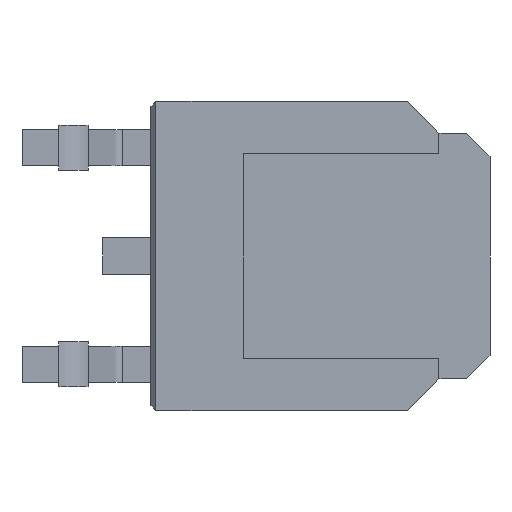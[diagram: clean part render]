
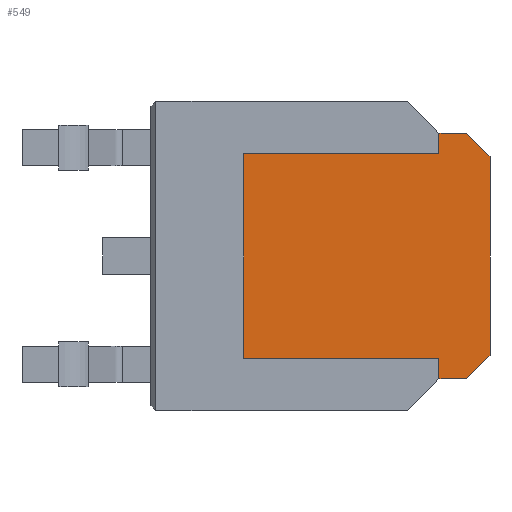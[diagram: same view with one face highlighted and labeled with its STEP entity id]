
A CAD part, front view. The second image highlights one B-rep face of the part: STEP entity #549.
In plain terms, the highlighted planar face has unit normal (0, -1, 0).
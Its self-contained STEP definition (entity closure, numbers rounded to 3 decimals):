
#6 = CARTESIAN_POINT ( 'NONE',  ( 3.872, 0., 2.603 ) ) ;
#19 = CARTESIAN_POINT ( 'NONE',  ( -0.257, 0., -2.16 ) ) ;
#33 = CARTESIAN_POINT ( 'NONE',  ( 3.527, 0., 3.528 ) ) ;
#82 = DIRECTION ( 'NONE',  ( -1., 0., 0. ) ) ;
#87 = ORIENTED_EDGE ( 'NONE', *, *, #1234, .T. ) ;
#112 = LINE ( 'NONE', #1206, #254 ) ;
#114 = FACE_OUTER_BOUND ( 'NONE', #1663, .T. ) ;
#154 = ORIENTED_EDGE ( 'NONE', *, *, #1951, .F. ) ;
#168 = VECTOR ( 'NONE', #82, 1000. ) ;
#181 = CARTESIAN_POINT ( 'NONE',  ( 3.872, 0., 2.603 ) ) ;
#185 = LINE ( 'NONE', #1279, #413 ) ;
#192 = DIRECTION ( 'NONE',  ( -1., 0., 0. ) ) ;
#254 = VECTOR ( 'NONE', #1787, 1000. ) ;
#316 = LINE ( 'NONE', #344, #1796 ) ;
#344 = CARTESIAN_POINT ( 'NONE',  ( 3.528, 0., -3.527 ) ) ;
#369 = ORIENTED_EDGE ( 'NONE', *, *, #1942, .T. ) ;
#385 = EDGE_CURVE ( 'NONE', #1694, #1243, #185, .T. ) ;
#413 = VECTOR ( 'NONE', #1262, 1000. ) ;
#433 = VECTOR ( 'NONE', #2209, 1000. ) ;
#434 = DIRECTION ( 'NONE',  ( 1., 0., 0. ) ) ;
#443 = CARTESIAN_POINT ( 'NONE',  ( 3.872, 0., -2.603 ) ) ;
#453 = CARTESIAN_POINT ( 'NONE',  ( -0.257, 0., -2.16 ) ) ;
#549 = ADVANCED_FACE ( 'NONE', ( #114 ), #2257, .T. ) ;
#564 = VERTEX_POINT ( 'NONE', #646 ) ;
#573 = VERTEX_POINT ( 'NONE', #1906 ) ;
#593 = ORIENTED_EDGE ( 'NONE', *, *, #385, .F. ) ;
#595 = ORIENTED_EDGE ( 'NONE', *, *, #1067, .T. ) ;
#624 = ORIENTED_EDGE ( 'NONE', *, *, #1536, .T. ) ;
#638 = ORIENTED_EDGE ( 'NONE', *, *, #2194, .F. ) ;
#639 = VERTEX_POINT ( 'NONE', #1043 ) ;
#646 = CARTESIAN_POINT ( 'NONE',  ( 4.452, 0., 2.603 ) ) ;
#701 = EDGE_CURVE ( 'NONE', #564, #1747, #2034, .T. ) ;
#761 = LINE ( 'NONE', #1814, #1387 ) ;
#775 = LINE ( 'NONE', #1502, #433 ) ;
#784 = CARTESIAN_POINT ( 'NONE',  ( -0.257, 0., -2.602 ) ) ;
#808 = VECTOR ( 'NONE', #1061, 1000. ) ;
#938 = VERTEX_POINT ( 'NONE', #989 ) ;
#989 = CARTESIAN_POINT ( 'NONE',  ( -0.257, 0., 2.16 ) ) ;
#998 = VECTOR ( 'NONE', #1981, 1000. ) ;
#1028 = DIRECTION ( 'NONE',  ( 0.707, 0., 0.707 ) ) ;
#1043 = CARTESIAN_POINT ( 'NONE',  ( 4.453, 0., -2.602 ) ) ;
#1061 = DIRECTION ( 'NONE',  ( 0., 0., 1. ) ) ;
#1067 = EDGE_CURVE ( 'NONE', #639, #573, #316, .T. ) ;
#1194 = DIRECTION ( 'NONE',  ( 0., -1., 0. ) ) ;
#1206 = CARTESIAN_POINT ( 'NONE',  ( 4.953, 0., 2.603 ) ) ;
#1234 = EDGE_CURVE ( 'NONE', #1694, #639, #1352, .T. ) ;
#1243 = VERTEX_POINT ( 'NONE', #1529 ) ;
#1247 = ORIENTED_EDGE ( 'NONE', *, *, #1716, .T. ) ;
#1262 = DIRECTION ( 'NONE',  ( 0., 0., 1. ) ) ;
#1265 = CARTESIAN_POINT ( 'NONE',  ( 3.872, 0., 2.16 ) ) ;
#1279 = CARTESIAN_POINT ( 'NONE',  ( 3.872, 0., -2.603 ) ) ;
#1341 = VERTEX_POINT ( 'NONE', #453 ) ;
#1347 = ORIENTED_EDGE ( 'NONE', *, *, #1691, .F. ) ;
#1352 = LINE ( 'NONE', #784, #1757 ) ;
#1373 = DIRECTION ( 'NONE',  ( 0., 0., -1. ) ) ;
#1387 = VECTOR ( 'NONE', #2006, 1000. ) ;
#1411 = CARTESIAN_POINT ( 'NONE',  ( 4.953, 0., 2.103 ) ) ;
#1481 = LINE ( 'NONE', #19, #2197 ) ;
#1502 = CARTESIAN_POINT ( 'NONE',  ( -0.257, 0., 2.16 ) ) ;
#1529 = CARTESIAN_POINT ( 'NONE',  ( 3.872, 0., -2.16 ) ) ;
#1536 = EDGE_CURVE ( 'NONE', #938, #1341, #761, .T. ) ;
#1584 = ORIENTED_EDGE ( 'NONE', *, *, #701, .T. ) ;
#1605 = LINE ( 'NONE', #6, #808 ) ;
#1623 = LINE ( 'NONE', #33, #998 ) ;
#1663 = EDGE_LOOP ( 'NONE', ( #638, #1347, #624, #154, #593, #87, #595, #1247, #369, #1584 ) ) ;
#1691 = EDGE_CURVE ( 'NONE', #938, #1963, #775, .T. ) ;
#1694 = VERTEX_POINT ( 'NONE', #443 ) ;
#1716 = EDGE_CURVE ( 'NONE', #573, #2277, #112, .T. ) ;
#1740 = CARTESIAN_POINT ( 'NONE',  ( 0., 0., 0. ) ) ;
#1747 = VERTEX_POINT ( 'NONE', #181 ) ;
#1757 = VECTOR ( 'NONE', #434, 1000. ) ;
#1787 = DIRECTION ( 'NONE',  ( 0., 0., 1. ) ) ;
#1796 = VECTOR ( 'NONE', #1028, 1000. ) ;
#1814 = CARTESIAN_POINT ( 'NONE',  ( -0.257, 0., 2.603 ) ) ;
#1906 = CARTESIAN_POINT ( 'NONE',  ( 4.953, 0., -2.102 ) ) ;
#1942 = EDGE_CURVE ( 'NONE', #2277, #564, #1623, .T. ) ;
#1951 = EDGE_CURVE ( 'NONE', #1243, #1341, #1481, .T. ) ;
#1954 = AXIS2_PLACEMENT_3D ( 'NONE', #1740, #1194, #1373 ) ;
#1963 = VERTEX_POINT ( 'NONE', #1265 ) ;
#1981 = DIRECTION ( 'NONE',  ( -0.707, 0., 0.707 ) ) ;
#2006 = DIRECTION ( 'NONE',  ( 0., 0., -1. ) ) ;
#2034 = LINE ( 'NONE', #2231, #168 ) ;
#2194 = EDGE_CURVE ( 'NONE', #1963, #1747, #1605, .T. ) ;
#2197 = VECTOR ( 'NONE', #192, 1000. ) ;
#2209 = DIRECTION ( 'NONE',  ( 1., 0., 0. ) ) ;
#2231 = CARTESIAN_POINT ( 'NONE',  ( -0.257, 0., 2.603 ) ) ;
#2257 = PLANE ( 'NONE',  #1954 ) ;
#2277 = VERTEX_POINT ( 'NONE', #1411 ) ;
